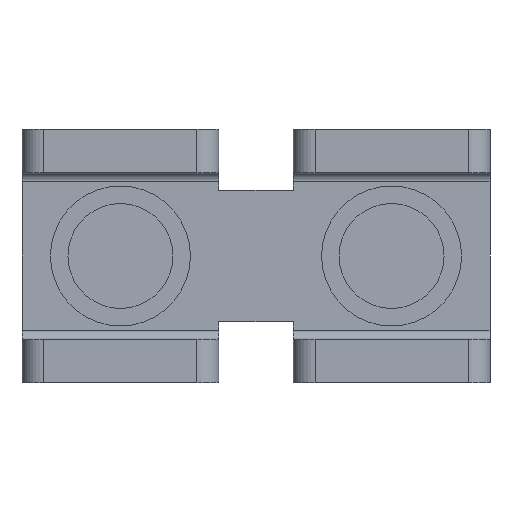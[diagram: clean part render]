
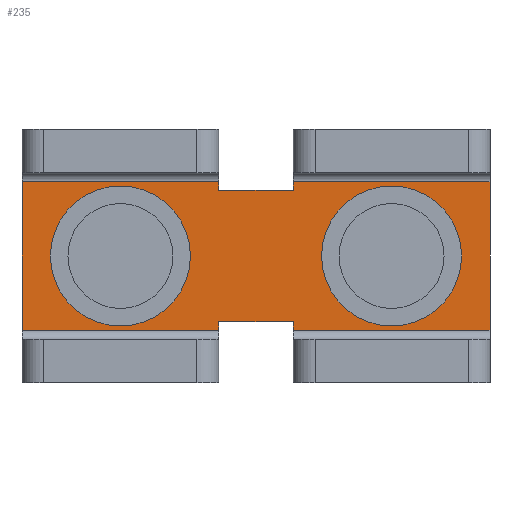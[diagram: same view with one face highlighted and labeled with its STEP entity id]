
A CAD part, front view. The second image highlights one B-rep face of the part: STEP entity #235.
In plain terms, the highlighted planar face has unit normal (0, -1, 0).
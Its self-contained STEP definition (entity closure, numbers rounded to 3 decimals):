
#116=FACE_BOUND('',#473,.T.);
#117=FACE_BOUND('',#474,.T.);
#118=FACE_BOUND('',#475,.T.);
#161=CIRCLE('',#1798,1.6);
#162=CIRCLE('',#1799,1.6);
#235=ADVANCED_FACE('',(#116,#117,#118),#337,.T.);
#337=PLANE('',#1800);
#473=EDGE_LOOP('',(#684,#685,#686,#687,#688,#689,#690,#691,#692,#693,#694,
#695));
#474=EDGE_LOOP('',(#696));
#475=EDGE_LOOP('',(#697));
#684=ORIENTED_EDGE('',*,*,#1347,.F.);
#685=ORIENTED_EDGE('',*,*,#1348,.F.);
#686=ORIENTED_EDGE('',*,*,#1349,.T.);
#687=ORIENTED_EDGE('',*,*,#1350,.T.);
#688=ORIENTED_EDGE('',*,*,#1351,.F.);
#689=ORIENTED_EDGE('',*,*,#1352,.T.);
#690=ORIENTED_EDGE('',*,*,#1353,.T.);
#691=ORIENTED_EDGE('',*,*,#1354,.T.);
#692=ORIENTED_EDGE('',*,*,#1355,.F.);
#693=ORIENTED_EDGE('',*,*,#1356,.T.);
#694=ORIENTED_EDGE('',*,*,#1336,.T.);
#695=ORIENTED_EDGE('',*,*,#1357,.T.);
#696=ORIENTED_EDGE('',*,*,#1358,.F.);
#697=ORIENTED_EDGE('',*,*,#1359,.T.);
#1166=VERTEX_POINT('',#2477);
#1167=VERTEX_POINT('',#2478);
#1176=VERTEX_POINT('',#2499);
#1177=VERTEX_POINT('',#2500);
#1178=VERTEX_POINT('',#2502);
#1179=VERTEX_POINT('',#2504);
#1180=VERTEX_POINT('',#2506);
#1181=VERTEX_POINT('',#2508);
#1182=VERTEX_POINT('',#2510);
#1183=VERTEX_POINT('',#2512);
#1184=VERTEX_POINT('',#2514);
#1185=VERTEX_POINT('',#2516);
#1186=VERTEX_POINT('',#2520);
#1187=VERTEX_POINT('',#2522);
#1336=EDGE_CURVE('',#1166,#1167,#1579,.T.);
#1347=EDGE_CURVE('',#1176,#1177,#1586,.T.);
#1348=EDGE_CURVE('',#1178,#1176,#1587,.T.);
#1349=EDGE_CURVE('',#1178,#1179,#1588,.T.);
#1350=EDGE_CURVE('',#1179,#1180,#1589,.T.);
#1351=EDGE_CURVE('',#1181,#1180,#1590,.T.);
#1352=EDGE_CURVE('',#1181,#1182,#1591,.T.);
#1353=EDGE_CURVE('',#1182,#1183,#1592,.T.);
#1354=EDGE_CURVE('',#1183,#1184,#1593,.T.);
#1355=EDGE_CURVE('',#1185,#1184,#1594,.T.);
#1356=EDGE_CURVE('',#1185,#1166,#1595,.T.);
#1357=EDGE_CURVE('',#1167,#1177,#1596,.T.);
#1358=EDGE_CURVE('',#1186,#1186,#161,.T.);
#1359=EDGE_CURVE('',#1187,#1187,#162,.T.);
#1579=LINE('',#2476,#1692);
#1586=LINE('',#2498,#1699);
#1587=LINE('',#2501,#1700);
#1588=LINE('',#2503,#1701);
#1589=LINE('',#2505,#1702);
#1590=LINE('',#2507,#1703);
#1591=LINE('',#2509,#1704);
#1592=LINE('',#2511,#1705);
#1593=LINE('',#2513,#1706);
#1594=LINE('',#2515,#1707);
#1595=LINE('',#2517,#1708);
#1596=LINE('',#2518,#1709);
#1692=VECTOR('',#1983,1.);
#1699=VECTOR('',#2000,1.);
#1700=VECTOR('',#2001,1.);
#1701=VECTOR('',#2002,1.);
#1702=VECTOR('',#2003,1.);
#1703=VECTOR('',#2004,1.);
#1704=VECTOR('',#2005,1.);
#1705=VECTOR('',#2006,1.);
#1706=VECTOR('',#2007,1.);
#1707=VECTOR('',#2008,1.);
#1708=VECTOR('',#2009,1.);
#1709=VECTOR('',#2010,1.);
#1798=AXIS2_PLACEMENT_3D('',#2519,#2011,#2012);
#1799=AXIS2_PLACEMENT_3D('',#2521,#2013,#2014);
#1800=AXIS2_PLACEMENT_3D('',#2523,#2015,#2016);
#1983=DIRECTION('',(0.,0.,1.));
#2000=DIRECTION('',(0.,0.,1.));
#2001=DIRECTION('',(1.,0.,0.));
#2002=DIRECTION('',(0.,0.,1.));
#2003=DIRECTION('',(-1.,0.,0.));
#2004=DIRECTION('',(0.,0.,1.));
#2005=DIRECTION('',(1.,0.,0.));
#2006=DIRECTION('',(0.,0.,1.));
#2007=DIRECTION('',(1.,0.,0.));
#2008=DIRECTION('',(0.,0.,1.));
#2009=DIRECTION('',(1.,0.,0.));
#2010=DIRECTION('',(-1.,0.,0.));
#2011=DIRECTION('',(0.,-1.,0.));
#2012=DIRECTION('',(0.,0.,-1.));
#2013=DIRECTION('',(0.,1.,0.));
#2014=DIRECTION('',(0.,0.,-1.));
#2015=DIRECTION('',(0.,-1.,0.));
#2016=DIRECTION('',(0.,0.,-1.));
#2476=CARTESIAN_POINT('',(-26.85,-6.,-5.85));
#2477=CARTESIAN_POINT('',(-26.85,-6.,-5.65));
#2478=CARTESIAN_POINT('',(-26.85,-6.,-2.25));
#2498=CARTESIAN_POINT('',(-31.35,-6.,-5.85));
#2499=CARTESIAN_POINT('',(-31.35,-6.,-2.45));
#2500=CARTESIAN_POINT('',(-31.35,-6.,-2.25));
#2501=CARTESIAN_POINT('',(-33.05,-6.,-2.45));
#2502=CARTESIAN_POINT('',(-33.05,-6.,-2.45));
#2503=CARTESIAN_POINT('',(-33.05,-6.,-5.85));
#2504=CARTESIAN_POINT('',(-33.05,-6.,-2.25));
#2505=CARTESIAN_POINT('',(-37.55,-6.,-2.25));
#2506=CARTESIAN_POINT('',(-37.55,-6.,-2.25));
#2507=CARTESIAN_POINT('',(-37.55,-6.,-5.85));
#2508=CARTESIAN_POINT('',(-37.55,-6.,-5.65));
#2509=CARTESIAN_POINT('',(-33.05,-6.,-5.65));
#2510=CARTESIAN_POINT('',(-33.05,-6.,-5.65));
#2511=CARTESIAN_POINT('',(-33.05,-6.,-5.85));
#2512=CARTESIAN_POINT('',(-33.05,-6.,-5.45));
#2513=CARTESIAN_POINT('',(-33.05,-6.,-5.45));
#2514=CARTESIAN_POINT('',(-31.35,-6.,-5.45));
#2515=CARTESIAN_POINT('',(-31.35,-6.,-5.85));
#2516=CARTESIAN_POINT('',(-31.35,-6.,-5.65));
#2517=CARTESIAN_POINT('',(-26.85,-6.,-5.65));
#2518=CARTESIAN_POINT('',(-31.35,-6.,-2.25));
#2519=CARTESIAN_POINT('',(-29.1,-6.,-3.95));
#2520=CARTESIAN_POINT('',(-29.1,-6.,-5.55));
#2521=CARTESIAN_POINT('',(-35.3,-6.,-3.95));
#2522=CARTESIAN_POINT('',(-35.3,-6.,-5.55));
#2523=CARTESIAN_POINT('',(-20.65,-6.,-5.85));
